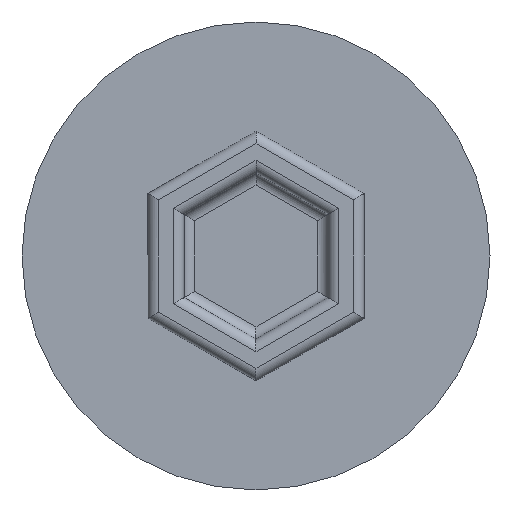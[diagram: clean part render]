
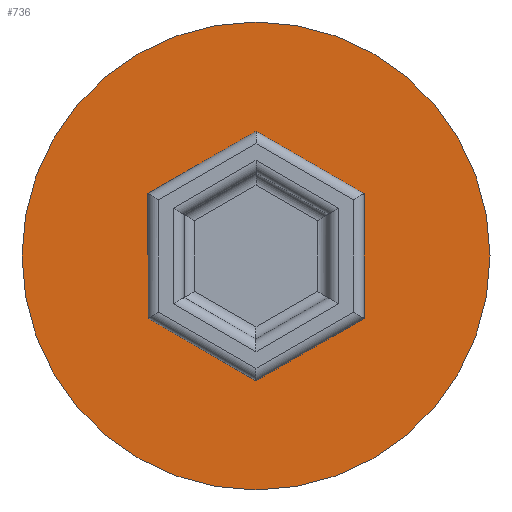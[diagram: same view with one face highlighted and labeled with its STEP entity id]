
A CAD part, front view. The second image highlights one B-rep face of the part: STEP entity #736.
In plain terms, the highlighted planar face has unit normal (0, -1, 0).
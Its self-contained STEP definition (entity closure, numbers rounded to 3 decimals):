
#83 = CARTESIAN_POINT ( 'NONE',  ( -3., 0., 1.732 ) ) ;
#84 = LINE ( 'NONE', #83, #132 ) ;
#94 = CARTESIAN_POINT ( 'NONE',  ( 0., 0., -3.464 ) ) ;
#97 = CARTESIAN_POINT ( 'NONE',  ( 0., 0., 3.464 ) ) ;
#102 = CARTESIAN_POINT ( 'NONE',  ( 3., 0., 1.732 ) ) ;
#107 = DIRECTION ( 'NONE',  ( 0.866, 0., 0.5 ) ) ;
#108 = VECTOR ( 'NONE', #107, 1000. ) ;
#109 = CARTESIAN_POINT ( 'NONE',  ( 0., 0., -3.464 ) ) ;
#110 = LINE ( 'NONE', #109, #108 ) ;
#111 = LINE ( 'NONE', #170, #169 ) ;
#131 = DIRECTION ( 'NONE',  ( 0., 0., -1. ) ) ;
#132 = VECTOR ( 'NONE', #131, 1000. ) ;
#133 = DIRECTION ( 'NONE',  ( 0., 0., 1. ) ) ;
#134 = DIRECTION ( 'NONE',  ( 0., 1., 0. ) ) ;
#135 = AXIS2_PLACEMENT_3D ( 'NONE', #145, #134, #133 ) ;
#136 = CARTESIAN_POINT ( 'NONE',  ( -3., 0., -1.732 ) ) ;
#137 = CARTESIAN_POINT ( 'NONE',  ( 0., 0., -6.5 ) ) ;
#138 = FACE_BOUND ( 'NONE', #732, .T. ) ;
#141 = CARTESIAN_POINT ( 'NONE',  ( 3., 0., -1.732 ) ) ;
#142 = PLANE ( 'NONE',  #153 ) ;
#145 = CARTESIAN_POINT ( 'NONE',  ( 0., 0., 0. ) ) ;
#146 = CIRCLE ( 'NONE', #135, 6.5 ) ;
#153 = AXIS2_PLACEMENT_3D ( 'NONE', #192, #191, #190 ) ;
#155 = DIRECTION ( 'NONE',  ( -0.866, 0., -0.5 ) ) ;
#156 = VECTOR ( 'NONE', #155, 1000. ) ;
#157 = CARTESIAN_POINT ( 'NONE',  ( 0., 0., 3.464 ) ) ;
#158 = LINE ( 'NONE', #157, #156 ) ;
#162 = DIRECTION ( 'NONE',  ( -0.866, 0., 0.5 ) ) ;
#163 = VECTOR ( 'NONE', #162, 1000. ) ;
#164 = CARTESIAN_POINT ( 'NONE',  ( 3., 0., 1.732 ) ) ;
#165 = LINE ( 'NONE', #164, #163 ) ;
#168 = DIRECTION ( 'NONE',  ( 0., 0., 1. ) ) ;
#169 = VECTOR ( 'NONE', #168, 1000. ) ;
#170 = CARTESIAN_POINT ( 'NONE',  ( 3., 0., -1.732 ) ) ;
#186 = DIRECTION ( 'NONE',  ( 0.866, 0., -0.5 ) ) ;
#187 = VECTOR ( 'NONE', #186, 1000. ) ;
#190 = DIRECTION ( 'NONE',  ( 0., 0., 1. ) ) ;
#191 = DIRECTION ( 'NONE',  ( 0., 1., 0. ) ) ;
#192 = CARTESIAN_POINT ( 'NONE',  ( 0., 0., 0. ) ) ;
#193 = CARTESIAN_POINT ( 'NONE',  ( -3., 0., -1.732 ) ) ;
#194 = LINE ( 'NONE', #193, #187 ) ;
#195 = CARTESIAN_POINT ( 'NONE',  ( -3., 0., 1.732 ) ) ;
#197 = FACE_OUTER_BOUND ( 'NONE', #755, .T. ) ;
#199 = CARTESIAN_POINT ( 'NONE',  ( 0., 0., 0. ) ) ;
#216 = AXIS2_PLACEMENT_3D ( 'NONE', #199, #257, #256 ) ;
#221 = CIRCLE ( 'NONE', #216, 6.5 ) ;
#223 = CARTESIAN_POINT ( 'NONE',  ( 0., 0., 6.5 ) ) ;
#256 = DIRECTION ( 'NONE',  ( 0., 0., 1. ) ) ;
#257 = DIRECTION ( 'NONE',  ( 0., 1., 0. ) ) ;
#686 = VERTEX_POINT ( 'NONE', #94 ) ;
#687 = VERTEX_POINT ( 'NONE', #97 ) ;
#688 = ORIENTED_EDGE ( 'NONE', *, *, #698, .F. ) ;
#695 = VERTEX_POINT ( 'NONE', #102 ) ;
#698 = EDGE_CURVE ( 'NONE', #741, #734, #84, .T. ) ;
#699 = ORIENTED_EDGE ( 'NONE', *, *, #737, .F. ) ;
#700 = ORIENTED_EDGE ( 'NONE', *, *, #720, .F. ) ;
#715 = ORIENTED_EDGE ( 'NONE', *, *, #716, .F. ) ;
#716 = EDGE_CURVE ( 'NONE', #686, #735, #110, .T. ) ;
#717 = ORIENTED_EDGE ( 'NONE', *, *, #718, .F. ) ;
#718 = EDGE_CURVE ( 'NONE', #735, #695, #111, .T. ) ;
#720 = EDGE_CURVE ( 'NONE', #695, #687, #165, .T. ) ;
#721 = ORIENTED_EDGE ( 'NONE', *, *, #723, .F. ) ;
#723 = EDGE_CURVE ( 'NONE', #687, #741, #158, .T. ) ;
#728 = ORIENTED_EDGE ( 'NONE', *, *, #762, .F. ) ;
#732 = EDGE_LOOP ( 'NONE', ( #699, #688, #721, #700, #717, #715 ) ) ;
#733 = EDGE_CURVE ( 'NONE', #743, #749, #146, .T. ) ;
#734 = VERTEX_POINT ( 'NONE', #136 ) ;
#735 = VERTEX_POINT ( 'NONE', #141 ) ;
#736 = ADVANCED_FACE ( 'NONE', ( #197, #138 ), #142, .F. ) ;
#737 = EDGE_CURVE ( 'NONE', #734, #686, #194, .T. ) ;
#738 = ORIENTED_EDGE ( 'NONE', *, *, #733, .F. ) ;
#741 = VERTEX_POINT ( 'NONE', #195 ) ;
#743 = VERTEX_POINT ( 'NONE', #137 ) ;
#749 = VERTEX_POINT ( 'NONE', #223 ) ;
#755 = EDGE_LOOP ( 'NONE', ( #728, #738 ) ) ;
#762 = EDGE_CURVE ( 'NONE', #749, #743, #221, .T. ) ;
